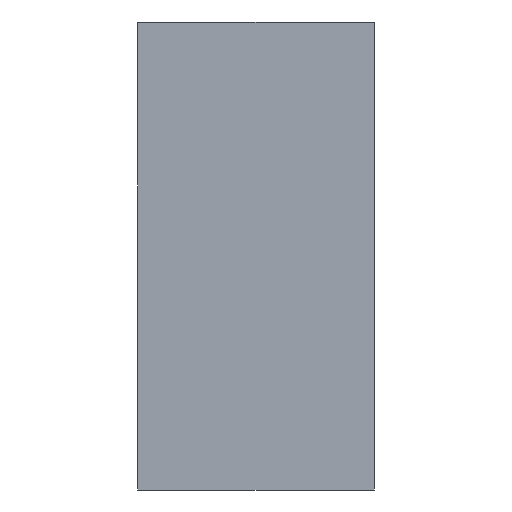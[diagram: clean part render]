
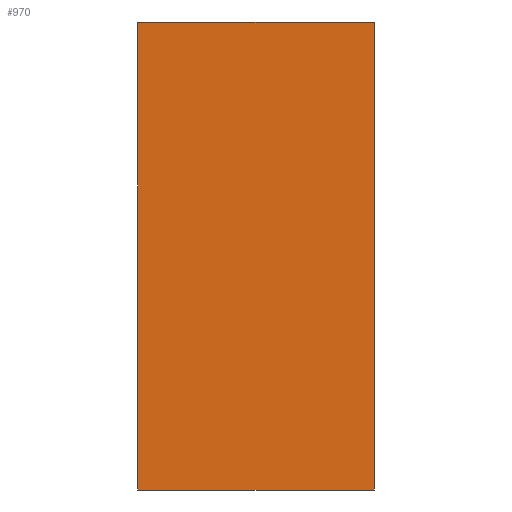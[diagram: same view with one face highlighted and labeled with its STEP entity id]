
A CAD part, left-side view. The second image highlights one B-rep face of the part: STEP entity #970.
In plain terms, the highlighted planar face has unit normal (-1, 0, 0).
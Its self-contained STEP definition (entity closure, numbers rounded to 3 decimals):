
#48=PLANE('',#1056);
#97=FACE_OUTER_BOUND('',#154,.T.);
#154=EDGE_LOOP('',(#838,#839,#840,#841));
#194=LINE('',#1375,#293);
#240=LINE('',#1630,#339);
#244=LINE('',#1637,#343);
#249=LINE('',#1653,#348);
#293=VECTOR('',#1106,10.);
#339=VECTOR('',#1216,10.);
#343=VECTOR('',#1222,10.);
#348=VECTOR('',#1245,10.);
#420=VERTEX_POINT('',#1372);
#421=VERTEX_POINT('',#1374);
#476=VERTEX_POINT('',#1629);
#478=VERTEX_POINT('',#1635);
#516=EDGE_CURVE('',#421,#420,#194,.T.);
#591=EDGE_CURVE('',#421,#476,#240,.T.);
#595=EDGE_CURVE('',#478,#420,#244,.T.);
#602=EDGE_CURVE('',#478,#476,#249,.T.);
#838=ORIENTED_EDGE('',*,*,#516,.T.);
#839=ORIENTED_EDGE('',*,*,#595,.F.);
#840=ORIENTED_EDGE('',*,*,#602,.T.);
#841=ORIENTED_EDGE('',*,*,#591,.F.);
#970=ADVANCED_FACE('',(#97),#48,.T.);
#1056=AXIS2_PLACEMENT_3D('',#1685,#1271,#1272);
#1106=DIRECTION('',(0.,0.,1.));
#1216=DIRECTION('',(0.,1.,0.));
#1222=DIRECTION('',(0.,-1.,0.));
#1245=DIRECTION('',(0.,0.,-1.));
#1271=DIRECTION('center_axis',(-1.,0.,0.));
#1272=DIRECTION('ref_axis',(0.,0.,
-1.));
#1372=CARTESIAN_POINT('',(-16.901,80.519,-70.49));
#1374=CARTESIAN_POINT('',(-16.901,80.519,-105.89));
#1375=CARTESIAN_POINT('',(-16.901,80.519,-75.104));
#1629=CARTESIAN_POINT('',(-16.901,98.419,-105.89));
#1630=CARTESIAN_POINT('',(-16.901,98.419,-105.89));
#1635=CARTESIAN_POINT('',(-16.901,98.419,-70.49));
#1637=CARTESIAN_POINT('',(-16.901,98.419,-70.49));
#1653=CARTESIAN_POINT('',(-16.901,98.419,-101.69));
#1685=CARTESIAN_POINT('Origin',(-16.901,92.669,-103.341));
